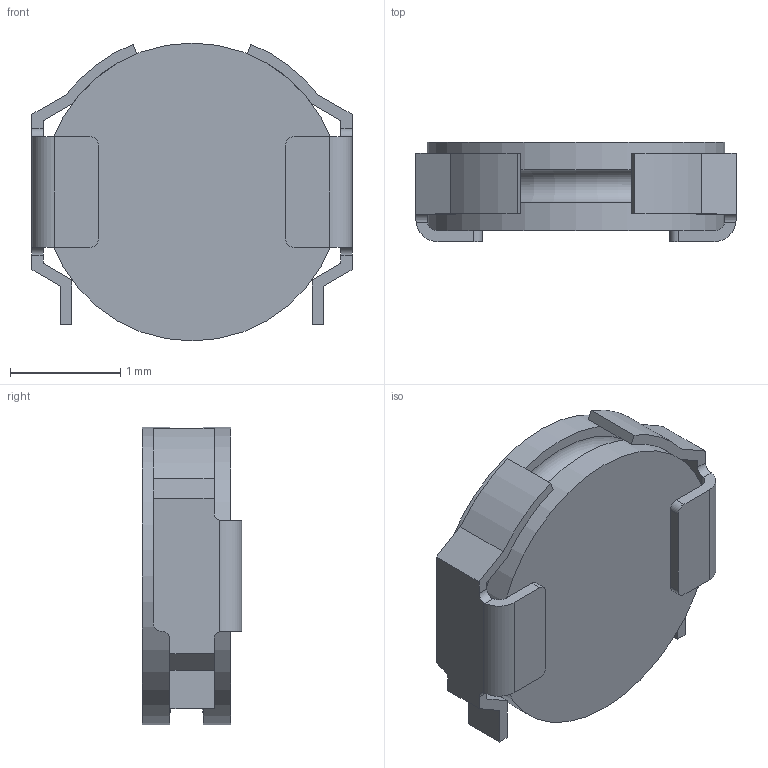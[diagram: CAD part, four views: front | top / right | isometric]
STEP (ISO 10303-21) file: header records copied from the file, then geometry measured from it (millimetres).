
FILE_DESCRIPTION(/* description */ (''),/* implementation_level */ '2;1');
FILE_NAME(/* name */ '',/* time_stamp */ '',/* author */ (''),/* organization */ (''),/* preprocessor_version */ '',/* originating_system */ '',/* authorisation */ '');
FILE_SCHEMA (('AUTOMOTIVE_DESIGN { 1 0 10303 214 3 1 1 }'));
Length unit declared in the file: millimetre
Products named in the file (3): Sumida CDH2D09B; Sumida CDH2D09B_Core; Sumida CDH2D09B_Leads
Assembly tree (2 placements, depth 2):
  Sumida CDH2D09B
    Sumida CDH2D09B_Core
    Sumida CDH2D09B_Leads
Bounding box: 2.9 x 0.9 x 2.7 mm (x, y, z)
Volume: 4.5 mm3; surface area: 31.5 mm2
Topology: 3 solids, 3 shells, 213 faces, 573 edges, 382 vertices
Faces by surface type: plane 102, bspline 88, cylinder 22, torus 1
Full cylindrical faces by diameter (mm): 2.7 x2
Entity records: 7332 total; most frequent: CARTESIAN_POINT 2293, ORIENTED_EDGE 1140, DIRECTION 722, EDGE_CURVE 570, VERTEX_POINT 382, LINE 340, VECTOR 340, EDGE_LOOP 232
